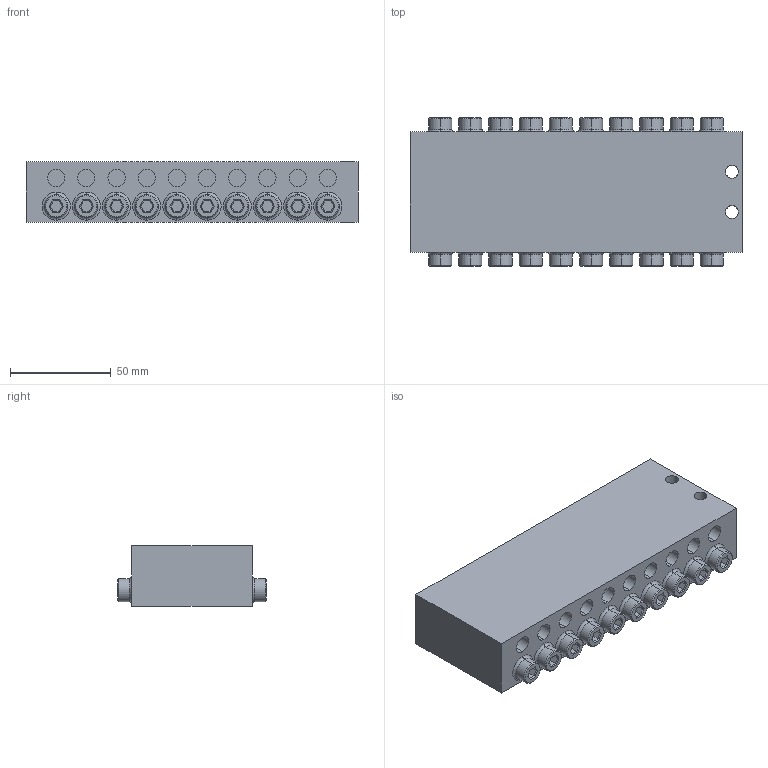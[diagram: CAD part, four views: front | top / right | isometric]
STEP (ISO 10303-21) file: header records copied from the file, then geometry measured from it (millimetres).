
FILE_DESCRIPTION (( 'STEP AP203' ), '1' );
FILE_NAME ('ASV10.STEP', '2020-04-18T01:22:40', ( '个人用户' ), ( '微软中国' ), 'SwSTEP 2.0', 'SolidWorks 2018', '' );
FILE_SCHEMA (( 'CONFIG_CONTROL_DESIGN' ));
Length unit declared in the file: millimetre
Products named in the file (1): ASV10
Bounding box: 165 x 74 x 30 mm (x, y, z)
Volume: 291217.4 mm3; surface area: 48150.9 mm2
Topology: 1 solids, 1 shells, 476 faces, 1036 edges, 624 vertices
Faces by surface type: plane 308, cylinder 88, cone 40, torus 40
Entity records: 12821 total; most frequent: DIRECTION 2286, CARTESIAN_POINT 2137, ORIENTED_EDGE 2072, EDGE_CURVE 1036, AXIS2_PLACEMENT_3D 773, VECTOR 740, LINE 740, VERTEX_POINT 624
